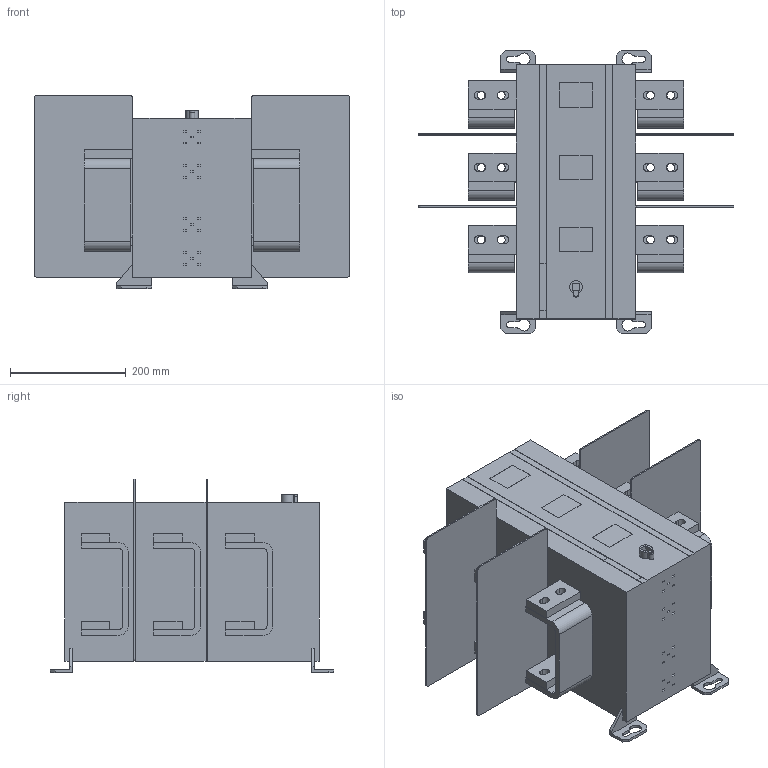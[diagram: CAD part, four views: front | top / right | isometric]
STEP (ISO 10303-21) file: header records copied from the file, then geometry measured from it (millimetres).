
FILE_DESCRIPTION((''),'2;1');
FILE_NAME('OT1600-2000U03','2024-06-10T06:59:53',('FIRARAN'),(''),'CREO PARAMETRIC BY PTC INC, 2022364','CREO PARAMETRIC BY PTC INC, 2022364','');
FILE_SCHEMA(('AUTOMOTIVE_DESIGN { 1 0 10303 214 1 1 1 1 }'));
Length unit declared in the file: millimetre
Products named in the file (1): OT1600-2000U03
Bounding box: 546 x 490 x 335 mm (x, y, z)
Volume: 27550782.6 mm3; surface area: 1386036 mm2
Topology: 1 solids, 1 shells, 647 faces, 1708 edges, 1108 vertices
Faces by surface type: plane 508, cylinder 139
Entity records: 25035 total; most frequent: CARTESIAN_POINT 3483, ORIENTED_EDGE 3416, DIRECTION 3306, EDGE_CURVE 1708, VECTOR 1433, LINE 1433, VERTEX_POINT 1108, AXIS2_PLACEMENT_3D 935
